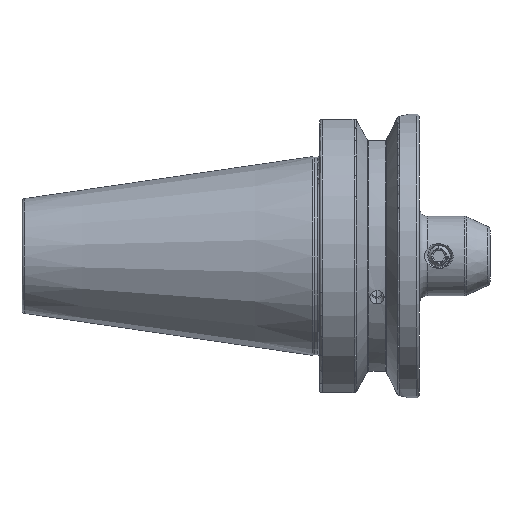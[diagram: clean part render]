
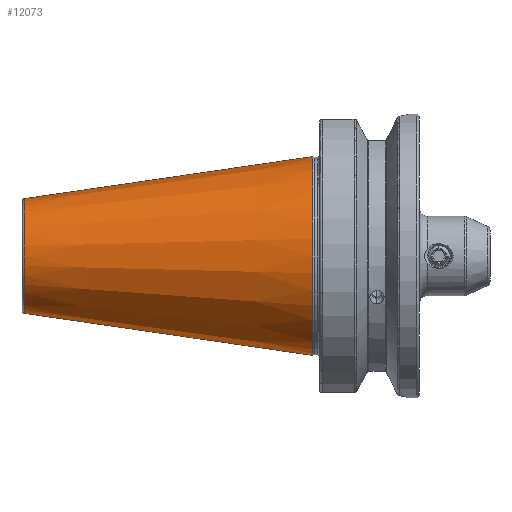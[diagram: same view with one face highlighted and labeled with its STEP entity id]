
A CAD part, front view. The second image highlights one B-rep face of the part: STEP entity #12073.
In plain terms, the highlighted conical face has half-angle 8.297 degrees and reference radius 34.998 mm.
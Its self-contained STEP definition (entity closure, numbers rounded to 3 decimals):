
#6500 = CARTESIAN_POINT ( 'NONE',  ( -103.944, 0., -20.204 ) ) ;
#6523 = CARTESIAN_POINT ( 'NONE',  ( -2.5, 0., 34.998 ) ) ;
#6541 = CARTESIAN_POINT ( 'NONE',  ( -2.5, 0., -34.998 ) ) ;
#6562 = CARTESIAN_POINT ( 'NONE',  ( -103.944, 0., 20.204 ) ) ;
#6920 = CIRCLE ( 'NONE', #18036, 20.204 ) ;
#6957 = VECTOR ( 'NONE', #7620, 1000. ) ;
#6969 = LINE ( 'NONE', #7547, #6957 ) ;
#6976 = LINE ( 'NONE', #7300, #6985 ) ;
#6985 = VECTOR ( 'NONE', #7334, 1000. ) ;
#6986 = CIRCLE ( 'NONE', #17462, 34.998 ) ;
#7257 = CARTESIAN_POINT ( 'NONE',  ( -2.5, 0., 0. ) ) ;
#7259 = DIRECTION ( 'NONE',  ( 0., 0., -1. ) ) ;
#7300 = CARTESIAN_POINT ( 'NONE',  ( -2.5, 0., 34.998 ) ) ;
#7312 = DIRECTION ( 'NONE',  ( 1., 0., 0. ) ) ;
#7334 = DIRECTION ( 'NONE',  ( 0.99, 0., 0.144 ) ) ;
#7547 = CARTESIAN_POINT ( 'NONE',  ( -2.5, 0., -34.998 ) ) ;
#7620 = DIRECTION ( 'NONE',  ( 0.99, 0., -0.144 ) ) ;
#8354 = DIRECTION ( 'NONE',  ( 1., 0., 0. ) ) ;
#8418 = DIRECTION ( 'NONE',  ( 0., 0., -1. ) ) ;
#8423 = CARTESIAN_POINT ( 'NONE',  ( -103.944, 0., 0. ) ) ;
#8715 = FACE_OUTER_BOUND ( 'NONE', #17817, .T. ) ;
#8727 = CONICAL_SURFACE ( 'NONE', #15009, 34.998, 0.145 ) ;
#12073 = ADVANCED_FACE ( 'NONE', ( #8715 ), #8727, .T. ) ;
#15009 = AXIS2_PLACEMENT_3D ( 'NONE', #15492, #15473, #15476 ) ;
#15473 = DIRECTION ( 'NONE',  ( 1., 0., 0. ) ) ;
#15476 = DIRECTION ( 'NONE',  ( 0., 0., -1. ) ) ;
#15492 = CARTESIAN_POINT ( 'NONE',  ( -2.5, 0., 0. ) ) ;
#17077 = ORIENTED_EDGE ( 'NONE', *, *, #22211, .F. ) ;
#17081 = ORIENTED_EDGE ( 'NONE', *, *, #22233, .T. ) ;
#17094 = ORIENTED_EDGE ( 'NONE', *, *, #21908, .T. ) ;
#17124 = ORIENTED_EDGE ( 'NONE', *, *, #22212, .F. ) ;
#17462 = AXIS2_PLACEMENT_3D ( 'NONE', #7257, #7312, #7259 ) ;
#17689 = VERTEX_POINT ( 'NONE', #6523 ) ;
#17733 = VERTEX_POINT ( 'NONE', #6541 ) ;
#17734 = VERTEX_POINT ( 'NONE', #6500 ) ;
#17736 = VERTEX_POINT ( 'NONE', #6562 ) ;
#17817 = EDGE_LOOP ( 'NONE', ( #17077, #17094, #17081, #17124 ) ) ;
#18036 = AXIS2_PLACEMENT_3D ( 'NONE', #8423, #8354, #8418 ) ;
#21908 = EDGE_CURVE ( 'NONE', #17736, #17734, #6920, .T. ) ;
#22211 = EDGE_CURVE ( 'NONE', #17736, #17689, #6976, .T. ) ;
#22212 = EDGE_CURVE ( 'NONE', #17689, #17733, #6986, .T. ) ;
#22233 = EDGE_CURVE ( 'NONE', #17734, #17733, #6969, .T. ) ;
